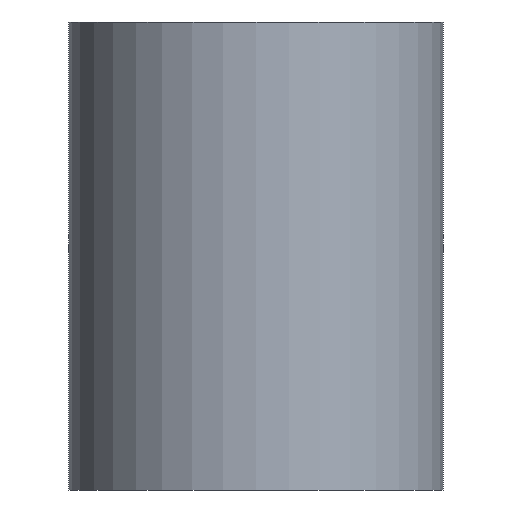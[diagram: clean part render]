
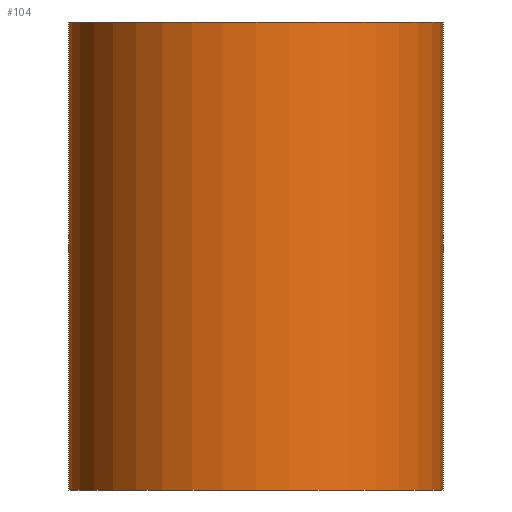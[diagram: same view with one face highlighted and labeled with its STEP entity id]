
A CAD part, front view. The second image highlights one B-rep face of the part: STEP entity #104.
In plain terms, the highlighted cylindrical face has radius 20 mm (diameter 40 mm), a partial arc.
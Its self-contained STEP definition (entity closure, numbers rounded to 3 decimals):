
#5 = CARTESIAN_POINT ( 'NONE',  ( 0., 0., 40. ) ) ;
#9 = DIRECTION ( 'NONE',  ( 0., 0., 1. ) ) ;
#28 = ORIENTED_EDGE ( 'NONE', *, *, #66, .F. ) ;
#30 = DIRECTION ( 'NONE',  ( 0., 0., 1. ) ) ;
#34 = LINE ( 'NONE', #242, #189 ) ;
#36 = AXIS2_PLACEMENT_3D ( 'NONE', #5, #305, #262 ) ;
#43 = VECTOR ( 'NONE', #30, 1000. ) ;
#44 = CARTESIAN_POINT ( 'NONE',  ( 20., 0., 50. ) ) ;
#55 = VERTEX_POINT ( 'NONE', #143 ) ;
#62 = CARTESIAN_POINT ( 'NONE',  ( 0., 0., 50. ) ) ;
#66 = EDGE_CURVE ( 'NONE', #134, #322, #192, .T. ) ;
#80 = CARTESIAN_POINT ( 'NONE',  ( 0., 0., 0. ) ) ;
#89 = FACE_OUTER_BOUND ( 'NONE', #310, .T. ) ;
#101 = CIRCLE ( 'NONE', #116, 20. ) ;
#102 = DIRECTION ( 'NONE',  ( 1., 0., 0. ) ) ;
#104 = ADVANCED_FACE ( 'NONE', ( #89 ), #307, .T. ) ;
#116 = AXIS2_PLACEMENT_3D ( 'NONE', #62, #9, #234 ) ;
#134 = VERTEX_POINT ( 'NONE', #153 ) ;
#137 = EDGE_CURVE ( 'NONE', #322, #187, #101, .T. ) ;
#143 = CARTESIAN_POINT ( 'NONE',  ( 20., 0., 0. ) ) ;
#153 = CARTESIAN_POINT ( 'NONE',  ( -20., 0., 0. ) ) ;
#154 = CARTESIAN_POINT ( 'NONE',  ( -20., 0., 40. ) ) ;
#158 = EDGE_CURVE ( 'NONE', #55, #187, #34, .T. ) ;
#185 = CIRCLE ( 'NONE', #289, 20. ) ;
#187 = VERTEX_POINT ( 'NONE', #44 ) ;
#189 = VECTOR ( 'NONE', #317, 1000. ) ;
#192 = LINE ( 'NONE', #154, #43 ) ;
#231 = ORIENTED_EDGE ( 'NONE', *, *, #246, .T. ) ;
#234 = DIRECTION ( 'NONE',  ( 1., 0., 0. ) ) ;
#242 = CARTESIAN_POINT ( 'NONE',  ( 20., 0., 40. ) ) ;
#246 = EDGE_CURVE ( 'NONE', #134, #55, #185, .T. ) ;
#247 = ORIENTED_EDGE ( 'NONE', *, *, #158, .T. ) ;
#262 = DIRECTION ( 'NONE',  ( 1., 0., 0. ) ) ;
#271 = DIRECTION ( 'NONE',  ( 0., 0., 1. ) ) ;
#289 = AXIS2_PLACEMENT_3D ( 'NONE', #80, #271, #102 ) ;
#295 = CARTESIAN_POINT ( 'NONE',  ( -20., 0., 50. ) ) ;
#305 = DIRECTION ( 'NONE',  ( 0., 0., 1. ) ) ;
#307 = CYLINDRICAL_SURFACE ( 'NONE', #36, 20. ) ;
#310 = EDGE_LOOP ( 'NONE', ( #28, #231, #247, #325 ) ) ;
#317 = DIRECTION ( 'NONE',  ( 0., 0., 1. ) ) ;
#322 = VERTEX_POINT ( 'NONE', #295 ) ;
#325 = ORIENTED_EDGE ( 'NONE', *, *, #137, .F. ) ;
